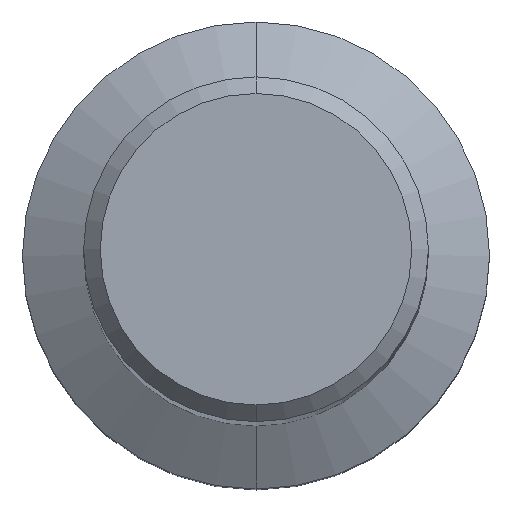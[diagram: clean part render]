
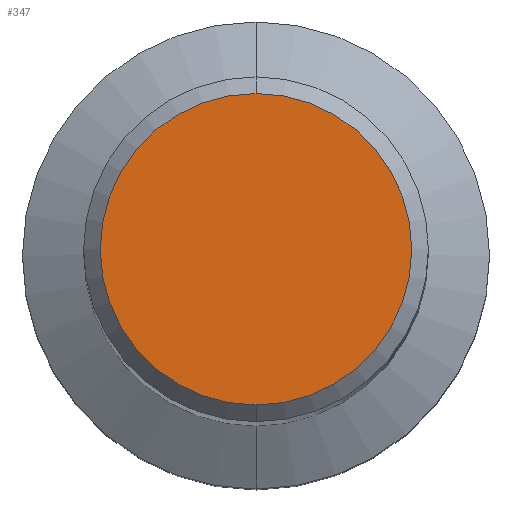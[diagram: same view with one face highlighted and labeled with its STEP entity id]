
A CAD part, top view. The second image highlights one B-rep face of the part: STEP entity #347.
In plain terms, the highlighted planar face has unit normal (0, 0, 1).
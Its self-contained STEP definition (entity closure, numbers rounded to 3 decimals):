
#267=EDGE_CURVE('',#559,#279,#663,.T.);
#279=VERTEX_POINT('',#677);
#347=ADVANCED_FACE('',(#750),#751,.T.);
#415=EDGE_CURVE('',#279,#559,#823,.T.);
#559=VERTEX_POINT('',#987);
#663=CIRCLE('',#1124,3.705);
#677=CARTESIAN_POINT('',(0.,-3.705,0.0));
#750=FACE_OUTER_BOUND('',#1343,.T.);
#751=PLANE('',#1344);
#823=CIRCLE('',#1458,3.705);
#987=CARTESIAN_POINT('',(0.0,3.705,0.0));
#1124=AXIS2_PLACEMENT_3D('',#1871,#1872,#1873);
#1343=EDGE_LOOP('',(#1962,#1963));
#1344=AXIS2_PLACEMENT_3D('',#1964,#1965,#1966);
#1458=AXIS2_PLACEMENT_3D('',#2048,#2049,#2050);
#1871=CARTESIAN_POINT('',(0.0,0.0,0.0));
#1872=DIRECTION('',(0.0,0.0,-1.0));
#1873=DIRECTION('',(0.0,1.0,0.0));
#1962=ORIENTED_EDGE('',*,*,#267,.F.);
#1963=ORIENTED_EDGE('',*,*,#415,.F.);
#1964=CARTESIAN_POINT('',(0.0,1.853,0.0));
#1965=DIRECTION('',(-0.0,0.0,1.0));
#1966=DIRECTION('',(0.0,-1.0,0.0));
#2048=CARTESIAN_POINT('',(0.0,0.0,0.0));
#2049=DIRECTION('',(0.0,0.0,-1.0));
#2050=DIRECTION('',(0.0,1.0,0.0));
